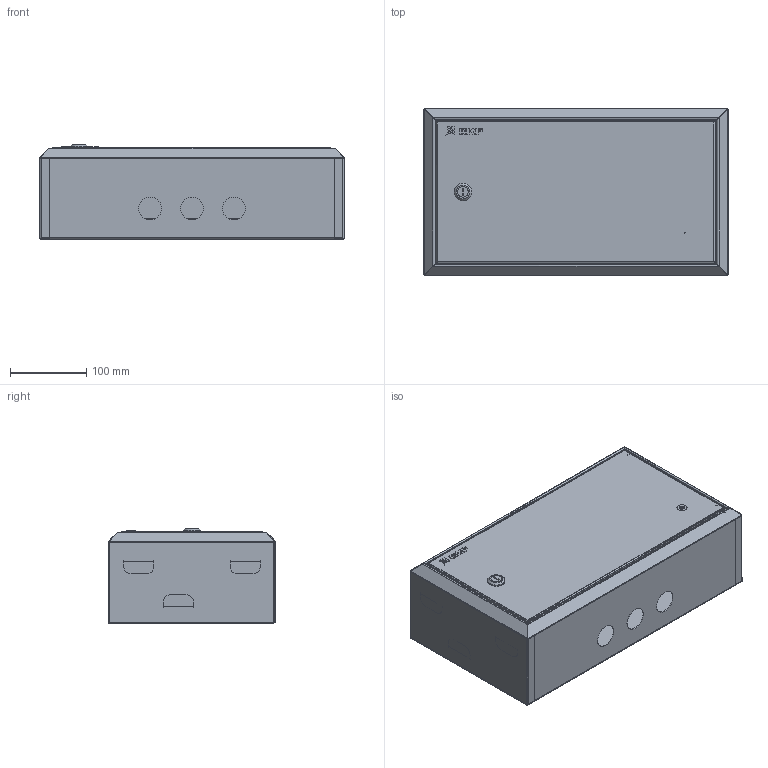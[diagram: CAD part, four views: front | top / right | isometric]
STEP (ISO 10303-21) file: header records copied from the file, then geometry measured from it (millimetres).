
FILE_DESCRIPTION (( 'STEP AP214' ), '1' );
FILE_NAME ('ÙÐÍ-15-18Ì (220õ400õ120) IP31 EKF ÌÈ-691.STEP', '2017-08-30T13:04:05', ( 'Admin' ), ( '' ), 'SwSTEP 2.0', 'SolidWorks 2017', '' );
FILE_SCHEMA (( 'AUTOMOTIVE_DESIGN' ));
Length unit declared in the file: millimetre
Products named in the file (27): pan head cross recess screw_din_ISO 7045 - M4 x 6 - Z --- 6N; Ïðîêëàäêà; Washer 6402_3_gost_丐ｩ｡ 2 6 ヮ葬 6402-70; Ïðîêëàäêà ìåòàëëè÷åñêàÿ; Òåëî çàìêà; Çàêëåïêà öèëèíäðè÷åñêàÿ Ì4 ÑÒ-Á ñ âíóòðåííåé ðåçüáîé_Œ8; cross ph tapping 968_din_Screw DIN 968-ST4.2x13-C-H-N; ﾌﾈ-691.02.00.001 ﾄ粢; pan head cross recess screw_din_ISO 7045 - M4 x 16 - Z --- 16N; ÌÈ-691.01.00.000 Êîðïóñ â ñáîðå; ÌÈ-691.03.00.000 Ôàëüøïàíåëü â ñáîðå; ÌÈ-691.01.00.001 Ñòåíêà çàäíÿÿ; ÌÈ-691.03.00.001 Ôàëüøïàíåëü; ÌÈ-691.01.01.000 Ñòåíêà âåðõíÿÿ â ñáîðå; DIN-ðåéêà; Øïèëüêà Ì6õ12; hex flange nut_din_Hexagon Flange Nut DIN 6923 - M6 - N; Êðîíøòåéí 40õ40; ÌÈ-691.02.00.000 Äâåðü â ñáîðå; ÌÈ-691.01.01.001 Ñòåíêà âåðõíÿÿ; 呧蜦 3D; Çàìîê ïî÷òîâûé; ÙÐÍ-15-18Ì (220õ400õ120) IP31 EKF ÌÈ-691; ßçû÷îê 2; Âíóòðåííåå òåëî çàìêà; Ãàéêà; Ïðîêëàäêà ìåòàëëè÷åñêàÿ 2
Assembly tree (41 placements, depth 4):
  ÙÐÍ-15-18Ì (220õ400õ120) IP31 EKF ÌÈ-691
    ÌÈ-691.01.00.000 Êîðïóñ â ñáîðå
      ÌÈ-691.01.01.000 Ñòåíêà âåðõíÿÿ â ñáîðå
        ÌÈ-691.01.01.001 Ñòåíêà âåðõíÿÿ
        Êðîíøòåéí 40õ40  x6
        Øïèëüêà Ì6õ12
      ÌÈ-691.01.00.001 Ñòåíêà çàäíÿÿ
    ÌÈ-691.02.00.000 Äâåðü â ñáîðå
      ﾌﾈ-691.02.00.001 ﾄ粢
      Øïèëüêà Ì6õ12
      Çàêëåïêà öèëèíäðè÷åñêàÿ Ì4 ÑÒ-Á ñ âíóòðåííåé ðåçüáîé_Œ8  x2
      Çàìîê ïî÷òîâûé
        Òåëî çàìêà
        Ïðîêëàäêà ìåòàëëè÷åñêàÿ
        Washer 6402_3_gost_丐ｩ｡ 2 6 ヮ葬 6402-70
        Ïðîêëàäêà
        pan head cross recess screw_din_ISO 7045 - M4 x 6 - Z --- 6N
        Ïðîêëàäêà ìåòàëëè÷åñêàÿ 2
        Ãàéêà
        Âíóòðåííåå òåëî çàìêà
        ßçû÷îê 2
      呧蜦 3D
    hex flange nut_din_Hexagon Flange Nut DIN 6923 - M6 - N  x2
    DIN-ðåéêà
    ÌÈ-691.03.00.000 Ôàëüøïàíåëü â ñáîðå
      ÌÈ-691.03.00.001 Ôàëüøïàíåëü
      Øïèëüêà Ì6õ12
    pan head cross recess screw_din_ISO 7045 - M4 x 16 - Z --- 16N  x2
    cross ph tapping 968_din_Screw DIN 968-ST4.2x13-C-H-N  x6
Bounding box: 400 x 220 x 124.81 mm (x, y, z)
Volume: 318893.7 mm3; surface area: 868140.2 mm2
Topology: 43 solids, 43 shells, 1346 faces, 3313 edges, 2075 vertices
Faces by surface type: plane 742, cylinder 334, bspline 154, cone 74, torus 24, sphere 18
Entity records: 31450 total; most frequent: CARTESIAN_POINT 9118, ORIENTED_EDGE 4274, DIRECTION 4115, EDGE_CURVE 2137, AXIS2_PLACEMENT_3D 1376, VECTOR 1363, LINE 1363, VERTEX_POINT 1321
